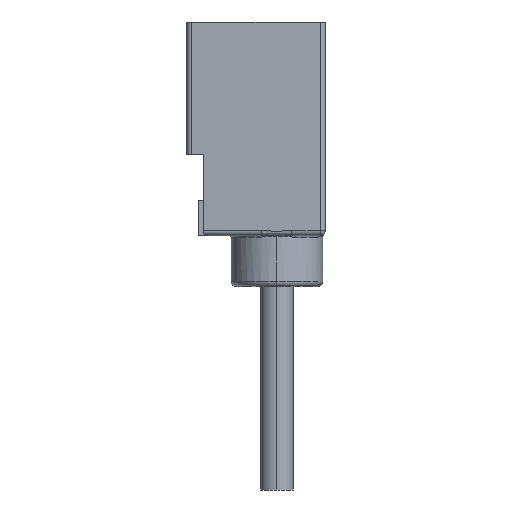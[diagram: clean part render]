
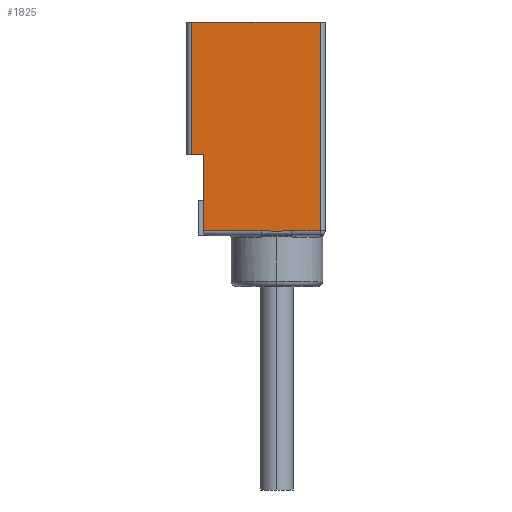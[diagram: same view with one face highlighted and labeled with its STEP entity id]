
A CAD part, left-side view. The second image highlights one B-rep face of the part: STEP entity #1825.
In plain terms, the highlighted planar face has unit normal (-1, 0, 0).
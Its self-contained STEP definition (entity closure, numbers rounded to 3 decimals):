
#222 = EDGE_CURVE ( 'NONE', #3122, #5984, #1428, .T. ) ;
#406 = CARTESIAN_POINT ( 'NONE',  ( -4.75, 4.75, -26. ) ) ;
#453 = EDGE_CURVE ( 'NONE', #7788, #6388, #2562, .T. ) ;
#480 = FACE_OUTER_BOUND ( 'NONE', #4224, .T. ) ;
#549 = ORIENTED_EDGE ( 'NONE', *, *, #222, .T. ) ;
#734 = CARTESIAN_POINT ( 'NONE',  ( -4.75, 4.75, -13. ) ) ;
#965 = ORIENTED_EDGE ( 'NONE', *, *, #3498, .F. ) ;
#1025 = VECTOR ( 'NONE', #1060, 1000. ) ;
#1060 = DIRECTION ( 'NONE',  ( 0., -1., 0. ) ) ;
#1327 = CARTESIAN_POINT ( 'NONE',  ( -4.75, -4.25, 0. ) ) ;
#1428 = LINE ( 'NONE', #4770, #6646 ) ;
#1546 = DIRECTION ( 'NONE',  ( 0., 0., 1. ) ) ;
#1581 = VECTOR ( 'NONE', #6366, 1000. ) ;
#1634 = LINE ( 'NONE', #4966, #4953 ) ;
#1696 = VECTOR ( 'NONE', #5814, 1000. ) ;
#1714 = EDGE_CURVE ( 'NONE', #5984, #6739, #4594, .T. ) ;
#1725 = DIRECTION ( 'NONE',  ( 0., -1., 0. ) ) ;
#1760 = CARTESIAN_POINT ( 'NONE',  ( -4.75, 8.35, -13. ) ) ;
#1825 = ADVANCED_FACE ( 'NONE', ( #480 ), #2968, .T. ) ;
#1904 = VERTEX_POINT ( 'NONE', #7523 ) ;
#1997 = ORIENTED_EDGE ( 'NONE', *, *, #3346, .T. ) ;
#2051 = LINE ( 'NONE', #4587, #1696 ) ;
#2138 = ORIENTED_EDGE ( 'NONE', *, *, #7503, .T. ) ;
#2407 = CARTESIAN_POINT ( 'NONE',  ( -4.75, -1.232, -20.5 ) ) ;
#2530 = CARTESIAN_POINT ( 'NONE',  ( -4.75, -0.492, -20.553 ) ) ;
#2562 = LINE ( 'NONE', #734, #1581 ) ;
#2968 = PLANE ( 'NONE',  #6873 ) ;
#3122 = VERTEX_POINT ( 'NONE', #7711 ) ;
#3148 = VECTOR ( 'NONE', #7615, 1000. ) ;
#3184 = CARTESIAN_POINT ( 'NONE',  ( -4.75, 1.233, -20.5 ) ) ;
#3346 = EDGE_CURVE ( 'NONE', #4941, #4777, #3724, .T. ) ;
#3377 = ORIENTED_EDGE ( 'NONE', *, *, #1714, .T. ) ;
#3384 = VECTOR ( 'NONE', #1546, 1000. ) ;
#3426 = CARTESIAN_POINT ( 'NONE',  ( -4.75, 1.479, -20.5 ) ) ;
#3498 = EDGE_CURVE ( 'NONE', #7788, #1904, #8238, .T. ) ;
#3681 = ORIENTED_EDGE ( 'NONE', *, *, #7753, .F. ) ;
#3724 = LINE ( 'NONE', #8033, #1025 ) ;
#3767 = CARTESIAN_POINT ( 'NONE',  ( -4.75, 1.479, -20.5 ) ) ;
#4224 = EDGE_LOOP ( 'NONE', ( #3681, #1997, #2138, #549, #3377, #6871, #965, #5191 ) ) ;
#4432 = CARTESIAN_POINT ( 'NONE',  ( -4.75, 8.35, -22.519 ) ) ;
#4587 = CARTESIAN_POINT ( 'NONE',  ( -4.75, 4.75, 0. ) ) ;
#4594 = LINE ( 'NONE', #7322, #3384 ) ;
#4770 = CARTESIAN_POINT ( 'NONE',  ( -4.75, 4.75, -20.5 ) ) ;
#4777 = VERTEX_POINT ( 'NONE', #3426 ) ;
#4843 = DIRECTION ( 'NONE',  ( 0., 0., 1. ) ) ;
#4941 = VERTEX_POINT ( 'NONE', #6866 ) ;
#4953 = VECTOR ( 'NONE', #4843, 1000. ) ;
#4966 = CARTESIAN_POINT ( 'NONE',  ( -4.75, 7.25, -21. ) ) ;
#5072 = CARTESIAN_POINT ( 'NONE',  ( -4.75, 0.494, -20.553 ) ) ;
#5100 = CARTESIAN_POINT ( 'NONE',  ( -4.75, -4.25, -20.5 ) ) ;
#5114 = CARTESIAN_POINT ( 'NONE',  ( -4.75, -0.245, -20.567 ) ) ;
#5191 = ORIENTED_EDGE ( 'NONE', *, *, #453, .T. ) ;
#5555 = DIRECTION ( 'NONE',  ( -1., 0., 0. ) ) ;
#5814 = DIRECTION ( 'NONE',  ( 0., -1., 0. ) ) ;
#5984 = VERTEX_POINT ( 'NONE', #5100 ) ;
#6049 = EDGE_CURVE ( 'NONE', #1904, #6739, #2051, .T. ) ;
#6209 = CARTESIAN_POINT ( 'NONE',  ( -4.75, -1.479, -20.5 ) ) ;
#6331 = CARTESIAN_POINT ( 'NONE',  ( -4.75, 0.247, -20.567 ) ) ;
#6366 = DIRECTION ( 'NONE',  ( 0., -1., 0. ) ) ;
#6388 = VERTEX_POINT ( 'NONE', #7037 ) ;
#6646 = VECTOR ( 'NONE', #6661, 1000. ) ;
#6661 = DIRECTION ( 'NONE',  ( 0., -1., 0. ) ) ;
#6739 = VERTEX_POINT ( 'NONE', #1327 ) ;
#6866 = CARTESIAN_POINT ( 'NONE',  ( -4.75, 7.25, -20.5 ) ) ;
#6871 = ORIENTED_EDGE ( 'NONE', *, *, #6049, .F. ) ;
#6873 = AXIS2_PLACEMENT_3D ( 'NONE', #406, #5555, #1725 ) ;
#6880 = CARTESIAN_POINT ( 'NONE',  ( -4.75, 0.986, -20.519 ) ) ;
#7037 = CARTESIAN_POINT ( 'NONE',  ( -4.75, 7.25, -13. ) ) ;
#7322 = CARTESIAN_POINT ( 'NONE',  ( -4.75, -4.25, -26. ) ) ;
#7503 = EDGE_CURVE ( 'NONE', #4777, #3122, #8173, .T. ) ;
#7523 = CARTESIAN_POINT ( 'NONE',  ( -4.75, 8.35, 0. ) ) ;
#7615 = DIRECTION ( 'NONE',  ( 0., 0., 1. ) ) ;
#7660 = CARTESIAN_POINT ( 'NONE',  ( -4.75, -0.985, -20.519 ) ) ;
#7711 = CARTESIAN_POINT ( 'NONE',  ( -4.75, -1.479, -20.5 ) ) ;
#7753 = EDGE_CURVE ( 'NONE', #4941, #6388, #1634, .T. ) ;
#7788 = VERTEX_POINT ( 'NONE', #1760 ) ;
#8033 = CARTESIAN_POINT ( 'NONE',  ( -4.75, 4.75, -20.5 ) ) ;
#8173 = B_SPLINE_CURVE_WITH_KNOTS ( 'NONE', 3,
 ( #3767, #3184, #6880, #5072, #6331, #5114, #2530, #7660, #2407, #6209 ),
 .UNSPECIFIED., .F., .F.,
 ( 4, 2, 2, 2, 4 ),
 ( 0., 0.001, 0.001, 0.002, 0.003 ),
 .UNSPECIFIED. ) ;
#8238 = LINE ( 'NONE', #4432, #3148 ) ;
